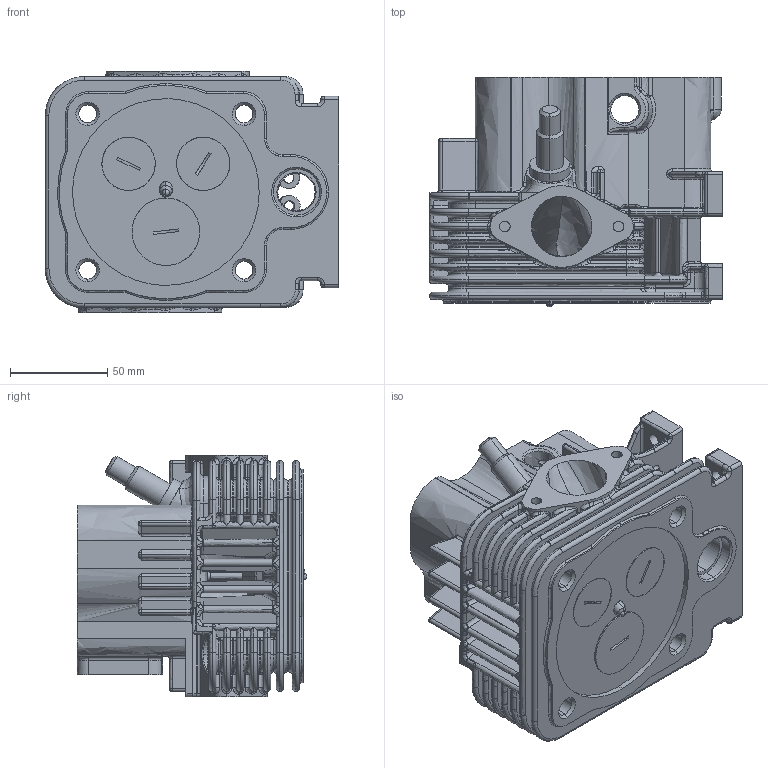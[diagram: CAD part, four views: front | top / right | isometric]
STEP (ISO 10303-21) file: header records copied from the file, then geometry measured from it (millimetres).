
FILE_DESCRIPTION(('FreeCAD Model'),'2;1');
FILE_NAME('Open CASCADE Shape Model','2025-04-17T10:22:18',('FreeCAD'),( 'FreeCAD'),'Open CASCADE STEP processor 7.6','FreeCAD','Unknown');
FILE_SCHEMA(('AUTOMOTIVE_DESIGN { 1 0 10303 214 1 1 1 1 }'));
Products named in the file (1): Open CASCADE STEP translator 7.6 1
Bounding box: 150.93 x 118.2 x 124.36 mm (x, y, z)
Volume: 732745.2 mm3; surface area: 260408.8 mm2
Topology: 15 solids, 18 shells, 2976 faces, 7524 edges, 4372 vertices
Faces by surface type: bspline 2976
Entity records: 154441 total; most frequent: CARTESIAN_POINT 114134, ORIENTED_EDGE 14666, EDGE_CURVE 7333, VERTEX_POINT 4372, B_SPLINE_CURVE_WITH_KNOTS 4184, FACE_BOUND 3073, EDGE_LOOP 3073, ADVANCED_FACE 2976
